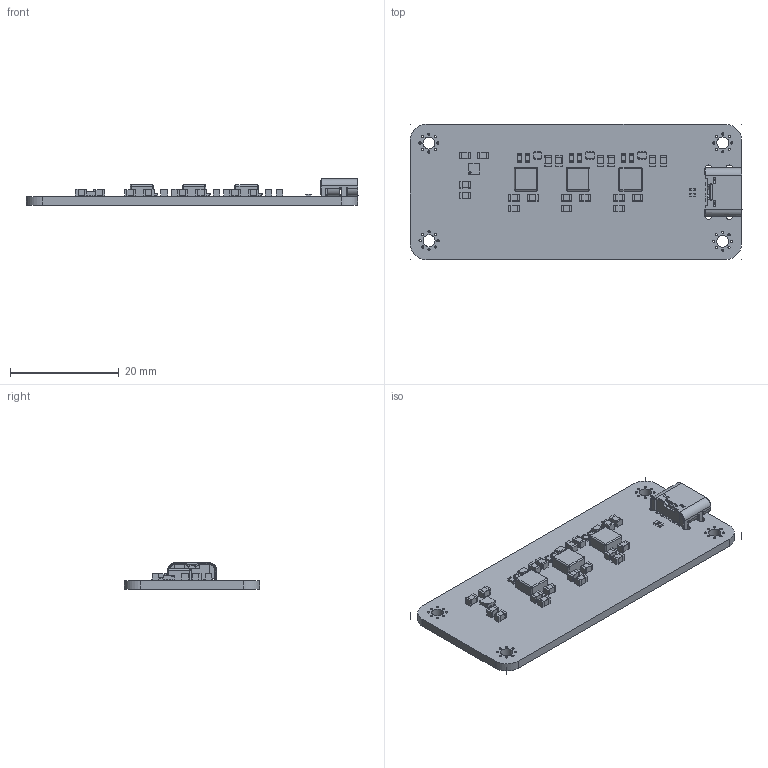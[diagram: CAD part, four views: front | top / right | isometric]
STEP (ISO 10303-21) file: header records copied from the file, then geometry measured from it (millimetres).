
FILE_DESCRIPTION(('KiCad electronic assembly'),'2;1');
FILE_NAME('PS2 PSU.step','2024-12-08T10:14:47',('Pcbnew'),('Kicad'), 'Open CASCADE STEP processor 7.7','KiCad to STEP converter','Unknown' );
FILE_SCHEMA(('AUTOMOTIVE_DESIGN { 1 0 10303 214 1 1 1 1 }'));
Length unit declared in the file: millimetre
Products named in the file (20): PS2 PSU 1; R_0402_1005Metric; C_0805_2012Metric; R_0603_1608Metric; TPS62A06DRLR--3DModel-STEP-56544; DRL6; L_Coilcraft_XAL4020-XXX; CQ assembly; TLV75718PDRVR; DRV6; USB4125-GF-A; PS2 PSU_PCB_1; PS2 PSU_PCB_2; PS2 PSU_PCB_3; PS2 PSU_PCB_4; PS2 PSU_PCB_5
Assembly tree (47 placements, depth 3):
  PS2 PSU 1
    R_0402_1005Metric  x2
      R_0402_1005Metric
    C_0805_2012Metric  x19
      C_0805_2012Metric
    R_0603_1608Metric  x6
      R_0603_1608Metric
    TPS62A06DRLR--3DModel-STEP-56544  x3
      DRL6
    L_Coilcraft_XAL4020-XXX  x3
      CQ assembly
    TLV75718PDRVR
      DRV6
    USB4125-GF-A
      USB4125-GF-A
    PS2 PSU_PCB_1
    PS2 PSU_PCB_2
    PS2 PSU_PCB_3
    PS2 PSU_PCB_4
    PS2 PSU_PCB_5
Bounding box: 61.08 x 24.92 x 4.88 mm (x, y, z)
Volume: 2558.5 mm3; surface area: 4401.5 mm2
Topology: 74 solids, 75 shells, 1948 faces, 5133 edges, 3361 vertices
Faces by surface type: plane 1352, cylinder 544, cone 30, sphere 12, bspline 8, torus 2
Full cylindrical faces by diameter (mm): 0.02 x4, 0.4 x32, 1.34 x4, 2.2 x4
Entity records: 36084 total; most frequent: CARTESIAN_POINT 8154, ORIENTED_EDGE 5774, DIRECTION 4882, EDGE_CURVE 2889, LINE 2234, VECTOR 2234, VERTEX_POINT 1889, AXIS2_PLACEMENT_3D 1324
